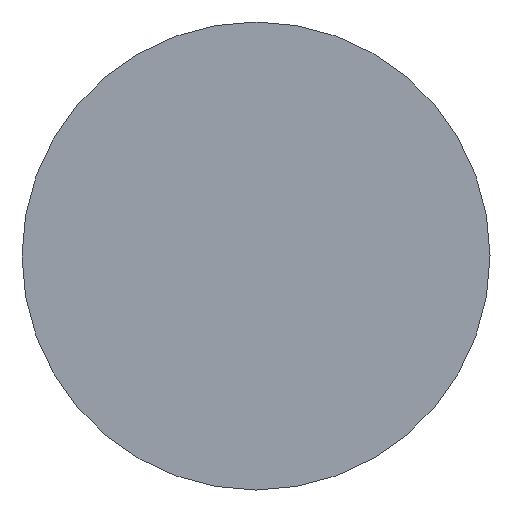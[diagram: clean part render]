
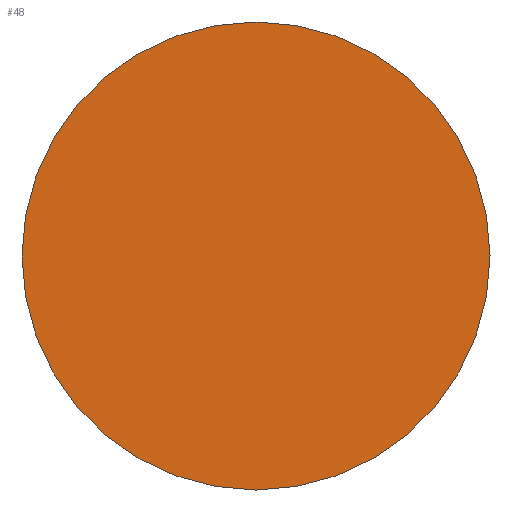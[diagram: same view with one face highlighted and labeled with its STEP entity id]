
A CAD part, left-side view. The second image highlights one B-rep face of the part: STEP entity #48.
In plain terms, the highlighted planar face has unit normal (-1, 0, 0).
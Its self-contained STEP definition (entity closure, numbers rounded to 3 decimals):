
#48=ADVANCED_FACE('',(#55),#56,.T.);
#55=FACE_OUTER_BOUND('',#63,.T.);
#56=PLANE('',#64);
#63=EDGE_LOOP('',(#81,#82));
#64=AXIS2_PLACEMENT_3D('',#83,#84,#85);
#81=ORIENTED_EDGE('',*,*,#96,.T.);
#82=ORIENTED_EDGE('',*,*,#92,.T.);
#83=CARTESIAN_POINT('',(0.0,0.0,0.0));
#84=DIRECTION('',(-1.0,0.0,0.0));
#85=DIRECTION('',(0.0,0.0,1.0));
#92=EDGE_CURVE('',#100,#97,#101,.T.);
#96=EDGE_CURVE('',#97,#100,#106,.T.);
#97=VERTEX_POINT('',#107);
#100=VERTEX_POINT('',#111);
#101=CIRCLE('',#112,1.0);
#106=CIRCLE('',#118,1.0);
#107=CARTESIAN_POINT('',(0.0,0.0,-1.0));
#111=CARTESIAN_POINT('',(0.0,0.,1.0));
#112=AXIS2_PLACEMENT_3D('',#120,#121,#122);
#118=AXIS2_PLACEMENT_3D('',#130,#131,#132);
#120=CARTESIAN_POINT('',(0.0,0.0,0.0));
#121=DIRECTION('',(-1.0,0.0,0.0));
#122=DIRECTION('',(0.0,0.0,-1.0));
#130=CARTESIAN_POINT('',(0.0,0.0,0.0));
#131=DIRECTION('',(-1.0,0.0,0.0));
#132=DIRECTION('',(0.0,0.0,-1.0));
